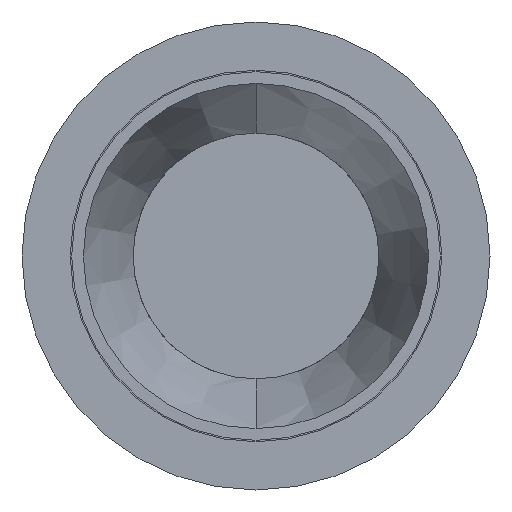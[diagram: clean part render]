
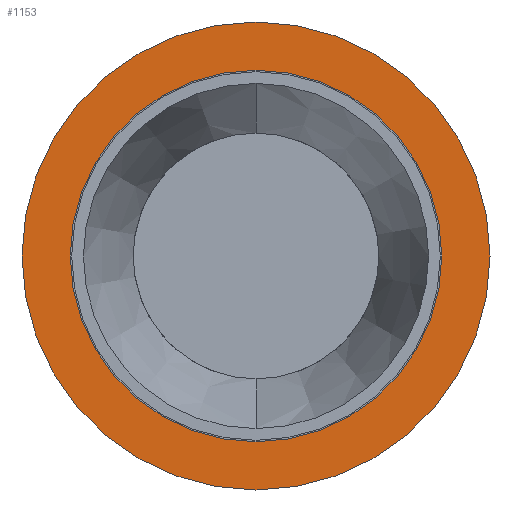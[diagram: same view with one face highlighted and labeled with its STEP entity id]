
A CAD part, front view. The second image highlights one B-rep face of the part: STEP entity #1153.
In plain terms, the highlighted planar face has unit normal (0, -1, 0).
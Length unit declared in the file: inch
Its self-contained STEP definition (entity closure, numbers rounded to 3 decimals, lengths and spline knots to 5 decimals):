
#213 = EDGE_LOOP ( 'NONE', ( #9136, #9135 ) ) ;
#215 = EDGE_LOOP ( 'NONE', ( #9139, #9137 ) ) ;
#1006 = CARTESIAN_POINT ( 'NONE',  ( 0., -0.07874, 0. ) ) ;
#1007 = DIRECTION ( 'NONE',  ( 0., -1., 0. ) ) ;
#1008 = DIRECTION ( 'NONE',  ( -1., 0., 0. ) ) ;
#1153 = ADVANCED_FACE ( 'NONE', ( #8483, #10914 ), #10746, .T. ) ;
#2210 = CARTESIAN_POINT ( 'NONE',  ( -1.25, -0.07874, 0. ) ) ;
#2215 = CARTESIAN_POINT ( 'NONE',  ( 1.25, -0.07874, 0. ) ) ;
#2223 = CARTESIAN_POINT ( 'NONE',  ( 1.5748, -0.07874, 0. ) ) ;
#2224 = CARTESIAN_POINT ( 'NONE',  ( -1.5748, -0.07874, 0. ) ) ;
#4909 = AXIS2_PLACEMENT_3D ( 'NONE', #16214, #16215, #16216 ) ;
#6535 = VERTEX_POINT ( 'NONE', #2210 ) ;
#6540 = VERTEX_POINT ( 'NONE', #2215 ) ;
#6548 = VERTEX_POINT ( 'NONE', #2223 ) ;
#6549 = VERTEX_POINT ( 'NONE', #2224 ) ;
#8483 = FACE_OUTER_BOUND ( 'NONE', #215, .T. ) ;
#8759 = AXIS2_PLACEMENT_3D ( 'NONE', #10744, #10743, #10748 ) ;
#9135 = ORIENTED_EDGE ( 'NONE', *, *, #10278, .F. ) ;
#9136 = ORIENTED_EDGE ( 'NONE', *, *, #10208, .F. ) ;
#9137 = ORIENTED_EDGE ( 'NONE', *, *, #19633, .T. ) ;
#9139 = ORIENTED_EDGE ( 'NONE', *, *, #10290, .T. ) ;
#10208 = EDGE_CURVE ( 'NONE', #6535, #6540, #15531, .T. ) ;
#10278 = EDGE_CURVE ( 'NONE', #6540, #6535, #15649, .T. ) ;
#10290 = EDGE_CURVE ( 'NONE', #6549, #6548, #16770, .T. ) ;
#10743 = DIRECTION ( 'NONE',  ( 0., -1., 0. ) ) ;
#10744 = CARTESIAN_POINT ( 'NONE',  ( 1.25, -0.07874, 0. ) ) ;
#10746 = PLANE ( 'NONE',  #8759 ) ;
#10748 = DIRECTION ( 'NONE',  ( -1., 0., 0. ) ) ;
#10914 = FACE_BOUND ( 'NONE', #213, .T. ) ;
#15531 = CIRCLE ( 'NONE', #4909, 1.25 ) ;
#15649 = CIRCLE ( 'NONE', #16529, 1.25 ) ;
#16214 = CARTESIAN_POINT ( 'NONE',  ( 0., -0.07874, 0. ) ) ;
#16215 = DIRECTION ( 'NONE',  ( 0., -1., 0. ) ) ;
#16216 = DIRECTION ( 'NONE',  ( -1., 0., 0. ) ) ;
#16365 = CARTESIAN_POINT ( 'NONE',  ( 0., -0.07874, 0. ) ) ;
#16366 = DIRECTION ( 'NONE',  ( 0., -1., 0. ) ) ;
#16367 = DIRECTION ( 'NONE',  ( -1., 0., 0. ) ) ;
#16394 = CARTESIAN_POINT ( 'NONE',  ( 0., -0.07874, 0. ) ) ;
#16395 = DIRECTION ( 'NONE',  ( 0., -1., 0. ) ) ;
#16396 = DIRECTION ( 'NONE',  ( -1., 0., 0. ) ) ;
#16529 = AXIS2_PLACEMENT_3D ( 'NONE', #16365, #16366, #16367 ) ;
#16535 = AXIS2_PLACEMENT_3D ( 'NONE', #16394, #16395, #16396 ) ;
#16754 = AXIS2_PLACEMENT_3D ( 'NONE', #1006, #1007, #1008 ) ;
#16770 = CIRCLE ( 'NONE', #16535, 1.5748 ) ;
#17673 = CIRCLE ( 'NONE', #16754, 1.5748 ) ;
#19633 = EDGE_CURVE ( 'NONE', #6548, #6549, #17673, .T. ) ;
